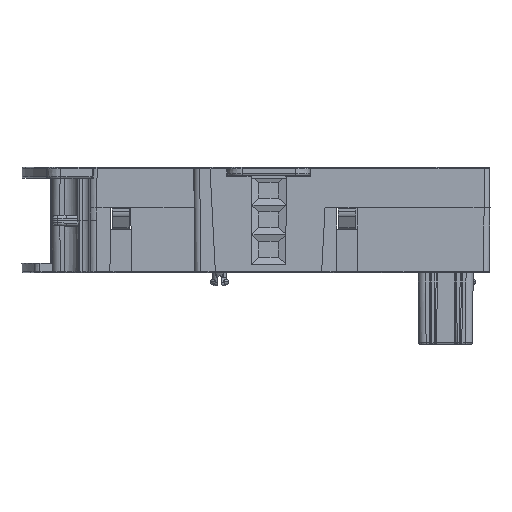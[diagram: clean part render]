
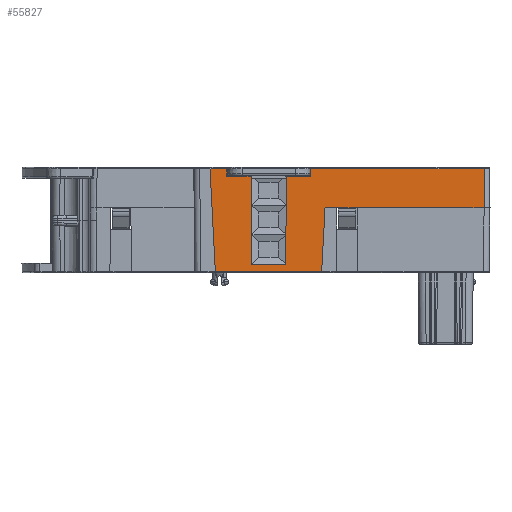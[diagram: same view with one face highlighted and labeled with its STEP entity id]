
A CAD part, left-side view. The second image highlights one B-rep face of the part: STEP entity #55827.
In plain terms, the highlighted planar face has unit normal (-1, 0, 0).
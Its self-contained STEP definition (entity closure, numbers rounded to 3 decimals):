
#55748=AXIS2_PLACEMENT_3D('Plane Axis2P3D',#55745,#55746,#55747) ;
#41920=CARTESIAN_POINT('Vertex',(-53.,-35.584,35.9)) ;
#41927=CARTESIAN_POINT('Vertex',(-53.,-36.15,46.7)) ;
#41930=CARTESIAN_POINT('Line Origine',(-53.,-35.867,41.3)) ;
#41948=CARTESIAN_POINT('Line Origine',(-53.,-23.965,35.9)) ;
#41952=CARTESIAN_POINT('Vertex',(-53.,-17.64,35.9)) ;
#41982=CARTESIAN_POINT('Vertex',(-53.,-16.728,53.3)) ;
#42022=CARTESIAN_POINT('Line Origine',(-53.,-17.184,44.6)) ;
#46485=CARTESIAN_POINT('Vertex',(-53.,-19.552,53.3)) ;
#46488=CARTESIAN_POINT('Line Origine',(-53.,-32.415,53.3)) ;
#46505=CARTESIAN_POINT('Line Origine',(-53.,-19.557,52.65)) ;
#46509=CARTESIAN_POINT('Vertex',(-53.,-19.563,52.)) ;
#55606=CARTESIAN_POINT('Vertex',(-53.,-63.,46.7)) ;
#55626=CARTESIAN_POINT('Line Origine',(-53.,-52.287,46.7)) ;
#55630=CARTESIAN_POINT('Vertex',(-53.,-41.573,46.7)) ;
#55717=CARTESIAN_POINT('Vertex',(-53.,-38.138,46.7)) ;
#55733=CARTESIAN_POINT('Line Origine',(-53.,-37.144,46.7)) ;
#55745=CARTESIAN_POINT('Axis2P3D Location',(-53.,-24.272,46.7)) ;
#55750=CARTESIAN_POINT('Line Origine',(-53.,-39.855,46.7)) ;
#55755=CARTESIAN_POINT('Line Origine',(-53.,-63.,50.)) ;
#55759=CARTESIAN_POINT('Vertex',(-53.,-63.,53.3)) ;
#55762=CARTESIAN_POINT('Line Origine',(-53.,-48.374,53.3)) ;
#55766=CARTESIAN_POINT('Vertex',(-53.,-33.748,53.3)) ;
#55769=CARTESIAN_POINT('Line Origine',(-53.,-33.743,52.65)) ;
#55773=CARTESIAN_POINT('Vertex',(-53.,-33.737,52.)) ;
#55776=CARTESIAN_POINT('Line Origine',(-53.,-31.687,52.)) ;
#55780=CARTESIAN_POINT('Vertex',(-53.,-29.637,52.)) ;
#55783=CARTESIAN_POINT('Line Origine',(-53.,-29.572,44.55)) ;
#55787=CARTESIAN_POINT('Vertex',(-53.,-29.507,37.1)) ;
#55790=CARTESIAN_POINT('Line Origine',(-53.,-26.65,37.1)) ;
#55794=CARTESIAN_POINT('Vertex',(-53.,-23.793,37.1)) ;
#55797=CARTESIAN_POINT('Line Origine',(-53.,-23.728,44.55)) ;
#55801=CARTESIAN_POINT('Vertex',(-53.,-23.663,52.)) ;
#55804=CARTESIAN_POINT('Line Origine',(-53.,-21.613,52.)) ;
#41931=DIRECTION('Vector Direction',(0.,-0.052,0.999)) ;
#41949=DIRECTION('Vector Direction',(0.,-1.,0.)) ;
#42023=DIRECTION('Vector Direction',(0.,0.052,0.999)) ;
#46489=DIRECTION('Vector Direction',(0.,-1.,0.)) ;
#46506=DIRECTION('Vector Direction',(0.,0.009,1.)) ;
#55627=DIRECTION('Vector Direction',(0.,-1.,0.)) ;
#55734=DIRECTION('Vector Direction',(0.,-1.,0.)) ;
#55746=DIRECTION('Axis2P3D Direction',(1.,0.,0.)) ;
#55747=DIRECTION('Axis2P3D XDirection',(0.,-1.,0.)) ;
#55751=DIRECTION('Vector Direction',(0.,-1.,0.)) ;
#55756=DIRECTION('Vector Direction',(0.,0.,-1.)) ;
#55763=DIRECTION('Vector Direction',(0.,-1.,0.)) ;
#55770=DIRECTION('Vector Direction',(0.,-0.009,1.)) ;
#55777=DIRECTION('Vector Direction',(0.,-1.,0.)) ;
#55784=DIRECTION('Vector Direction',(0.,-0.009,1.)) ;
#55791=DIRECTION('Vector Direction',(0.,-1.,0.)) ;
#55798=DIRECTION('Vector Direction',(0.,-0.009,-1.)) ;
#55805=DIRECTION('Vector Direction',(0.,-1.,0.)) ;
#41932=VECTOR('Line Direction',#41931,1.) ;
#41950=VECTOR('Line Direction',#41949,1.) ;
#42024=VECTOR('Line Direction',#42023,1.) ;
#46490=VECTOR('Line Direction',#46489,1.) ;
#46507=VECTOR('Line Direction',#46506,1.) ;
#55628=VECTOR('Line Direction',#55627,1.) ;
#55735=VECTOR('Line Direction',#55734,1.) ;
#55752=VECTOR('Line Direction',#55751,1.) ;
#55757=VECTOR('Line Direction',#55756,1.) ;
#55764=VECTOR('Line Direction',#55763,1.) ;
#55771=VECTOR('Line Direction',#55770,1.) ;
#55778=VECTOR('Line Direction',#55777,1.) ;
#55785=VECTOR('Line Direction',#55784,1.) ;
#55792=VECTOR('Line Direction',#55791,1.) ;
#55799=VECTOR('Line Direction',#55798,1.) ;
#55806=VECTOR('Line Direction',#55805,1.) ;
#55810=ORIENTED_EDGE('',*,*,#46492,.F.) ;
#55811=ORIENTED_EDGE('',*,*,#42026,.F.) ;
#55812=ORIENTED_EDGE('',*,*,#41954,.T.) ;
#55813=ORIENTED_EDGE('',*,*,#41934,.F.) ;
#55814=ORIENTED_EDGE('',*,*,#55737,.F.) ;
#55815=ORIENTED_EDGE('',*,*,#55754,.F.) ;
#55816=ORIENTED_EDGE('',*,*,#55632,.F.) ;
#55817=ORIENTED_EDGE('',*,*,#55761,.F.) ;
#55818=ORIENTED_EDGE('',*,*,#55768,.T.) ;
#55819=ORIENTED_EDGE('',*,*,#55775,.F.) ;
#55820=ORIENTED_EDGE('',*,*,#55782,.F.) ;
#55821=ORIENTED_EDGE('',*,*,#55789,.F.) ;
#55822=ORIENTED_EDGE('',*,*,#55796,.T.) ;
#55823=ORIENTED_EDGE('',*,*,#55803,.F.) ;
#55824=ORIENTED_EDGE('',*,*,#55808,.F.) ;
#55825=ORIENTED_EDGE('',*,*,#46511,.F.) ;
#55827=ADVANCED_FACE('54239637XXXX BASE BUS ATR 485\\PartBody',(#55826),#55749,.F.) ;
#41934=EDGE_CURVE('',#41928,#41921,#41933,.F.) ;
#41954=EDGE_CURVE('',#41953,#41921,#41951,.T.) ;
#42026=EDGE_CURVE('',#41953,#41983,#42025,.T.) ;
#46492=EDGE_CURVE('',#41983,#46486,#46491,.T.) ;
#46511=EDGE_CURVE('',#46486,#46510,#46508,.F.) ;
#55632=EDGE_CURVE('',#55607,#55631,#55629,.F.) ;
#55737=EDGE_CURVE('',#55718,#41928,#55736,.F.) ;
#55754=EDGE_CURVE('',#55631,#55718,#55753,.F.) ;
#55761=EDGE_CURVE('',#55760,#55607,#55758,.T.) ;
#55768=EDGE_CURVE('',#55760,#55767,#55765,.F.) ;
#55775=EDGE_CURVE('',#55774,#55767,#55772,.T.) ;
#55782=EDGE_CURVE('',#55781,#55774,#55779,.T.) ;
#55789=EDGE_CURVE('',#55788,#55781,#55786,.T.) ;
#55796=EDGE_CURVE('',#55788,#55795,#55793,.F.) ;
#55803=EDGE_CURVE('',#55802,#55795,#55800,.T.) ;
#55808=EDGE_CURVE('',#46510,#55802,#55807,.T.) ;
#55809=EDGE_LOOP('',(#55810,#55811,#55812,#55813,#55814,#55815,#55816,#55817,#55818,#55819,#55820,#55821,#55822,#55823,#55824,#55825)) ;
#55826=FACE_OUTER_BOUND('',#55809,.T.) ;
#41933=LINE('Line',#41930,#41932) ;
#41951=LINE('Line',#41948,#41950) ;
#42025=LINE('Line',#42022,#42024) ;
#46491=LINE('Line',#46488,#46490) ;
#46508=LINE('Line',#46505,#46507) ;
#55629=LINE('Line',#55626,#55628) ;
#55736=LINE('Line',#55733,#55735) ;
#55753=LINE('Line',#55750,#55752) ;
#55758=LINE('Line',#55755,#55757) ;
#55765=LINE('Line',#55762,#55764) ;
#55772=LINE('Line',#55769,#55771) ;
#55779=LINE('Line',#55776,#55778) ;
#55786=LINE('Line',#55783,#55785) ;
#55793=LINE('Line',#55790,#55792) ;
#55800=LINE('Line',#55797,#55799) ;
#55807=LINE('Line',#55804,#55806) ;
#55749=PLANE('',#55748) ;
#41921=VERTEX_POINT('',#41920) ;
#41928=VERTEX_POINT('',#41927) ;
#41953=VERTEX_POINT('',#41952) ;
#41983=VERTEX_POINT('',#41982) ;
#46486=VERTEX_POINT('',#46485) ;
#46510=VERTEX_POINT('',#46509) ;
#55607=VERTEX_POINT('',#55606) ;
#55631=VERTEX_POINT('',#55630) ;
#55718=VERTEX_POINT('',#55717) ;
#55760=VERTEX_POINT('',#55759) ;
#55767=VERTEX_POINT('',#55766) ;
#55774=VERTEX_POINT('',#55773) ;
#55781=VERTEX_POINT('',#55780) ;
#55788=VERTEX_POINT('',#55787) ;
#55795=VERTEX_POINT('',#55794) ;
#55802=VERTEX_POINT('',#55801) ;
